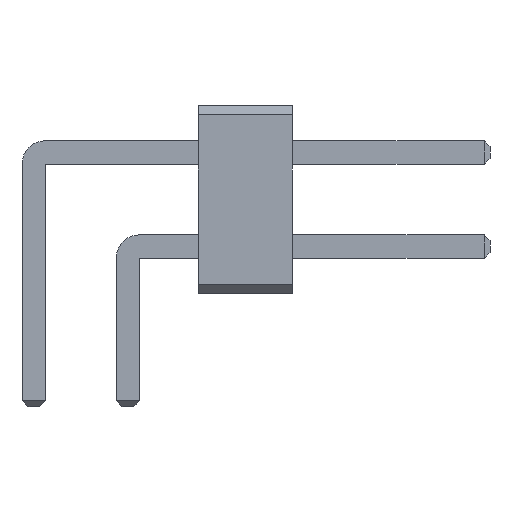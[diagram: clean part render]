
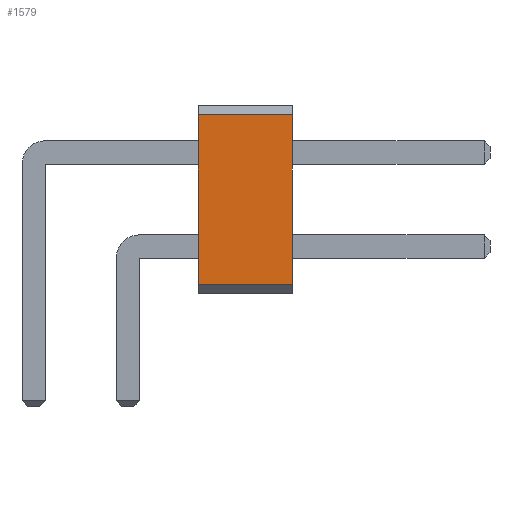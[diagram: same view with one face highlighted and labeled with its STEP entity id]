
A CAD part, front view. The second image highlights one B-rep face of the part: STEP entity #1579.
In plain terms, the highlighted planar face has unit normal (0, -1, 0).
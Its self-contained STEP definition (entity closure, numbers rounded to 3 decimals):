
#13=DIRECTION('',(0.,0.,1.));
#27=VECTOR('',#28,1.);
#28=DIRECTION('',(1.,0.,0.));
#57=DIRECTION('',(0.,-1.,0.));
#1566=VERTEX_POINT('',#1567);
#1567=CARTESIAN_POINT('',(5.5,-53.,0.2));
#1570=EDGE_CURVE('',#1571,#1566,#1573,.T.);
#1571=VERTEX_POINT('',#1572);
#1572=CARTESIAN_POINT('',(3.5,-53.,0.2));
#1573=LINE('',#1572,#27);
#1579=ADVANCED_FACE('',(#1580),#1597,.T.);
#1580=FACE_BOUND('',#1581,.T.);
#1581=EDGE_LOOP('',(#1582,#1583,#1589,#1594));
#1582=ORIENTED_EDGE('',*,*,#1570,.T.);
#1583=ORIENTED_EDGE('',*,*,#1584,.T.);
#1584=EDGE_CURVE('',#1566,#1585,#1587,.T.);
#1585=VERTEX_POINT('',#1586);
#1586=CARTESIAN_POINT('',(5.5,-53.,3.8));
#1587=LINE('',#1567,#1588);
#1588=VECTOR('',#13,1.);
#1589=ORIENTED_EDGE('',*,*,#1590,.F.);
#1590=EDGE_CURVE('',#1591,#1585,#1593,.T.);
#1591=VERTEX_POINT('',#1592);
#1592=CARTESIAN_POINT('',(3.5,-53.,3.8));
#1593=LINE('',#1592,#27);
#1594=ORIENTED_EDGE('',*,*,#1595,.F.);
#1595=EDGE_CURVE('',#1571,#1591,#1596,.T.);
#1596=LINE('',#1572,#1588);
#1597=PLANE('',#1598);
#1598=AXIS2_PLACEMENT_3D('',#1572,#57,#13);
